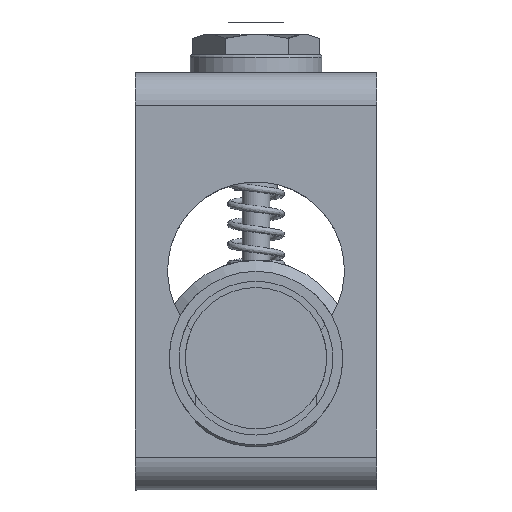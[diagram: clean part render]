
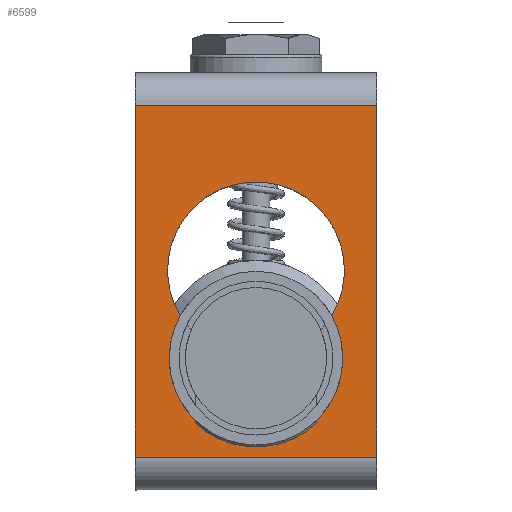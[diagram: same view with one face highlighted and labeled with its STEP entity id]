
A CAD part, front view. The second image highlights one B-rep face of the part: STEP entity #6599.
In plain terms, the highlighted planar face has unit normal (0, -1, 0).
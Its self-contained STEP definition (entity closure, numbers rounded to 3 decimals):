
#902=PLANE('',#7010);
#962=FACE_BOUND('',#1650,.T.);
#1268=FACE_OUTER_BOUND('',#1649,.T.);
#1649=EDGE_LOOP('',(#6014,#6015,#6016,#6017));
#1650=EDGE_LOOP('',(#6018,#6019,#6020,#6021,#6022,#6023,#6024));
#1708=LINE('',#8450,#2158);
#2102=LINE('',#13890,#2552);
#2103=LINE('',#13892,#2553);
#2104=LINE('',#13894,#2554);
#2105=LINE('',#13895,#2555);
#2106=LINE('',#13899,#2556);
#2158=VECTOR('',#7136,10.);
#2552=VECTOR('',#8190,10.);
#2553=VECTOR('',#8191,10.);
#2554=VECTOR('',#8192,10.);
#2555=VECTOR('',#8193,10.);
#2556=VECTOR('',#8198,10.);
#2764=CIRCLE('',#7007,7.9);
#2765=CIRCLE('',#7008,7.9);
#2766=CIRCLE('',#7009,7.9);
#2767=CIRCLE('',#7011,8.05);
#2768=CIRCLE('',#7012,8.083);
#2826=VERTEX_POINT('',#8447);
#2827=VERTEX_POINT('',#8449);
#2839=VERTEX_POINT('',#8482);
#2842=VERTEX_POINT('',#8490);
#2847=VERTEX_POINT('',#8504);
#3371=VERTEX_POINT('',#13882);
#3372=VERTEX_POINT('',#13888);
#3373=VERTEX_POINT('',#13889);
#3374=VERTEX_POINT('',#13891);
#3375=VERTEX_POINT('',#13893);
#3376=VERTEX_POINT('',#13897);
#3459=EDGE_CURVE('',#2827,#2826,#1708,.T.);
#4267=EDGE_CURVE('',#3371,#2827,#2764,.T.);
#4269=EDGE_CURVE('',#2847,#3371,#2765,.T.);
#4270=EDGE_CURVE('',#2839,#2842,#2766,.T.);
#4271=EDGE_CURVE('',#3372,#3373,#2102,.T.);
#4272=EDGE_CURVE('',#3373,#3374,#2103,.T.);
#4273=EDGE_CURVE('',#3374,#3375,#2104,.T.);
#4274=EDGE_CURVE('',#3375,#3372,#2105,.T.);
#4275=EDGE_CURVE('',#2842,#2847,#2767,.T.);
#4276=EDGE_CURVE('',#2826,#3376,#2768,.T.);
#4277=EDGE_CURVE('',#3376,#2839,#2106,.T.);
#6014=ORIENTED_EDGE('',*,*,#4271,.T.);
#6015=ORIENTED_EDGE('',*,*,#4272,.T.);
#6016=ORIENTED_EDGE('',*,*,#4273,.T.);
#6017=ORIENTED_EDGE('',*,*,#4274,.T.);
#6018=ORIENTED_EDGE('',*,*,#4270,.T.);
#6019=ORIENTED_EDGE('',*,*,#4275,.T.);
#6020=ORIENTED_EDGE('',*,*,#4269,.T.);
#6021=ORIENTED_EDGE('',*,*,#4267,.T.);
#6022=ORIENTED_EDGE('',*,*,#3459,.T.);
#6023=ORIENTED_EDGE('',*,*,#4276,.T.);
#6024=ORIENTED_EDGE('',*,*,#4277,.T.);
#6599=ADVANCED_FACE('',(#1268,#962),#902,.F.);
#7007=AXIS2_PLACEMENT_3D('',#13883,#8181,#8182);
#7008=AXIS2_PLACEMENT_3D('',#13885,#8184,#8185);
#7009=AXIS2_PLACEMENT_3D('',#13886,#8186,#8187);
#7010=AXIS2_PLACEMENT_3D('',#13887,#8188,#8189);
#7011=AXIS2_PLACEMENT_3D('',#13896,#8194,#8195);
#7012=AXIS2_PLACEMENT_3D('',#13898,#8196,#8197);
#7136=DIRECTION('',(0.,0.,-1.));
#8181=DIRECTION('center_axis',(0.,1.,0.));
#8182=DIRECTION('ref_axis',(-1.,0.,0.));
#8184=DIRECTION('center_axis',(0.,1.,0.));
#8185=DIRECTION('ref_axis',(-1.,0.,0.));
#8186=DIRECTION('center_axis',(0.,1.,0.));
#8187=DIRECTION('ref_axis',(-1.,0.,0.));
#8188=DIRECTION('center_axis',(0.,1.,0.));
#8189=DIRECTION('ref_axis',(-1.,0.,0.));
#8190=DIRECTION('',(1.,0.,0.));
#8191=DIRECTION('',(0.,0.,1.));
#8192=DIRECTION('',(-1.,0.,0.));
#8193=DIRECTION('',(0.,0.,-1.));
#8194=DIRECTION('center_axis',(0.,1.,0.));
#8195=DIRECTION('ref_axis',(0.689,0.,0.724));
#8196=DIRECTION('center_axis',(0.,1.,0.));
#8197=DIRECTION('ref_axis',(-0.687,0.,0.727));
#8198=DIRECTION('',(0.,0.,1.));
#8447=CARTESIAN_POINT('',(5.55,6.5,-5.876));
#8449=CARTESIAN_POINT('',(5.55,6.5,-5.622));
#8450=CARTESIAN_POINT('',(5.55,6.5,0.562));
#8482=CARTESIAN_POINT('',(-5.55,6.5,-5.622));
#8490=CARTESIAN_POINT('',(-6.898,6.5,3.85));
#8504=CARTESIAN_POINT('',(6.898,6.5,3.85));
#13882=CARTESIAN_POINT('',(7.9,6.5,0.));
#13883=CARTESIAN_POINT('Origin',(0.,6.5,0.));
#13885=CARTESIAN_POINT('Origin',(0.,6.5,0.));
#13886=CARTESIAN_POINT('Origin',(0.,6.5,0.));
#13887=CARTESIAN_POINT('Origin',(0.,6.5,
7.));
#13888=CARTESIAN_POINT('',(-11.,6.5,-9.));
#13889=CARTESIAN_POINT('',(11.,6.5,-9.));
#13890=CARTESIAN_POINT('',(5.5,6.5,-9.));
#13891=CARTESIAN_POINT('',(11.,6.5,23.));
#13892=CARTESIAN_POINT('',(11.,6.5,-12.));
#13893=CARTESIAN_POINT('',(-11.,6.5,23.));
#13894=CARTESIAN_POINT('',(5.5,6.5,23.));
#13895=CARTESIAN_POINT('',(-11.,6.5,26.));
#13896=CARTESIAN_POINT('Origin',(0.,6.5,
8.));
#13897=CARTESIAN_POINT('',(-5.55,6.5,-5.876));
#13898=CARTESIAN_POINT('Origin',(0.,6.5,
0.));
#13899=CARTESIAN_POINT('',(-5.55,6.5,4.585));
